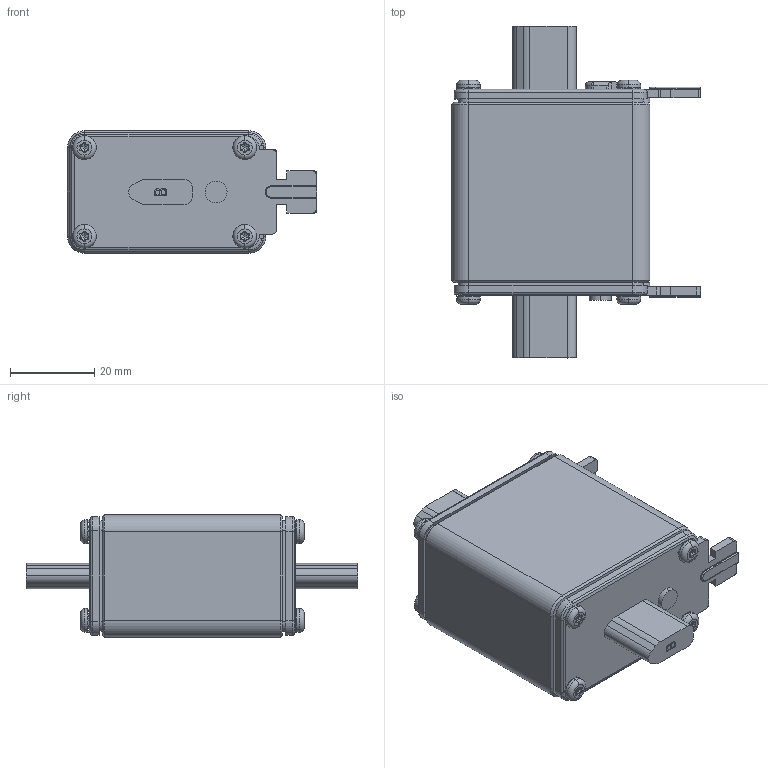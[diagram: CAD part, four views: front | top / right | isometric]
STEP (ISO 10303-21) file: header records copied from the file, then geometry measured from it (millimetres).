
FILE_DESCRIPTION (( 'STEP AP203' ), '1' );
FILE_NAME ('50-160A_NH_00B_STEP.STEP', '2017-12-07T11:42:32', ( '' ), ( '' ), 'SwSTEP 2.0', 'SolidWorks 2013', '' );
FILE_SCHEMA (( 'CONFIG_CONTROL_DESIGN' ));
Length unit declared in the file: millimetre
Products named in the file (1): 50-160A_NH_00B_STEP
Bounding box: 59 x 78.65 x 29 mm (x, y, z)
Volume: 68525.3 mm3; surface area: 12787 mm2
Topology: 1 solids, 1 shells, 760 faces, 1994 edges, 1131 vertices
Faces by surface type: cylinder 249, cone 176, plane 167, bspline 132, torus 34, sphere 2
Entity records: 26047 total; most frequent: CARTESIAN_POINT 8394, ORIENTED_EDGE 3796, DIRECTION 3466, EDGE_CURVE 1898, AXIS2_PLACEMENT_3D 1281, VERTEX_POINT 1131, LINE 904, VECTOR 904
